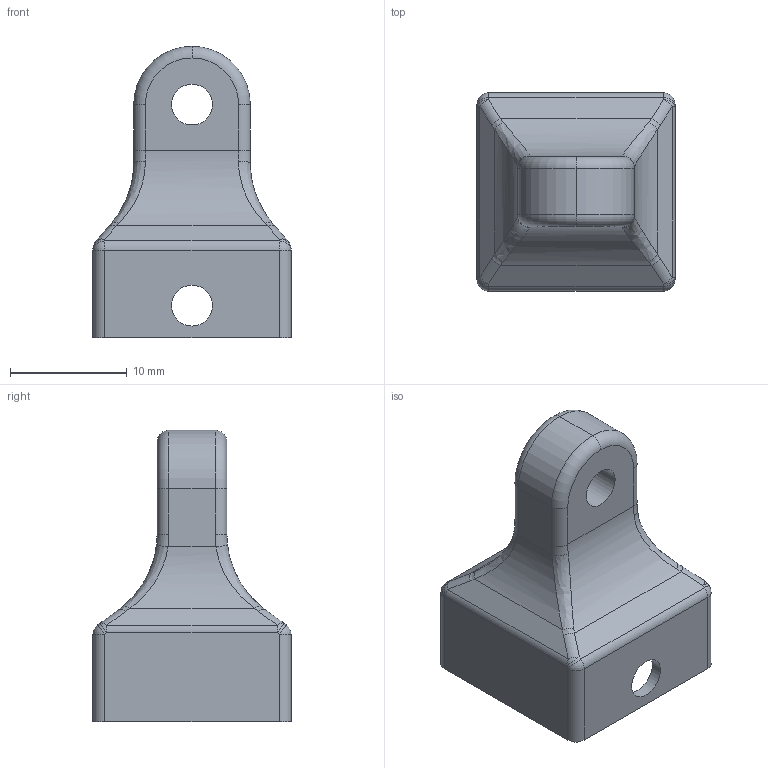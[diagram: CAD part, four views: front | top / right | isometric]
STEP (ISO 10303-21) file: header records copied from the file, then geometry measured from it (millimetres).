
FILE_DESCRIPTION(('STEP AP214'),'1');
FILE_NAME('Lid.stp','2013-09-18T07:13:11',(' '),(' '),'Spatial InterOp 3D',' ',' ');
FILE_SCHEMA(('automotive_design'));
Length unit declared in the file: millimetre
Products named in the file (1): Lid
Bounding box: 17 x 17 x 25 mm (x, y, z)
Volume: 2263.2 mm3; surface area: 1946.7 mm2
Topology: 1 solids, 1 shells, 77 faces, 178 edges, 105 vertices
Faces by surface type: cylinder 34, plane 19, bspline 8, torus 8, sphere 8
Entity records: 3335 total; most frequent: CARTESIAN_POINT 913, DIRECTION 405, ORIENTED_EDGE 356, EDGE_CURVE 178, AXIS2_PLACEMENT_3D 165, VERTEX_POINT 105, CIRCLE 87, EDGE_LOOP 85
